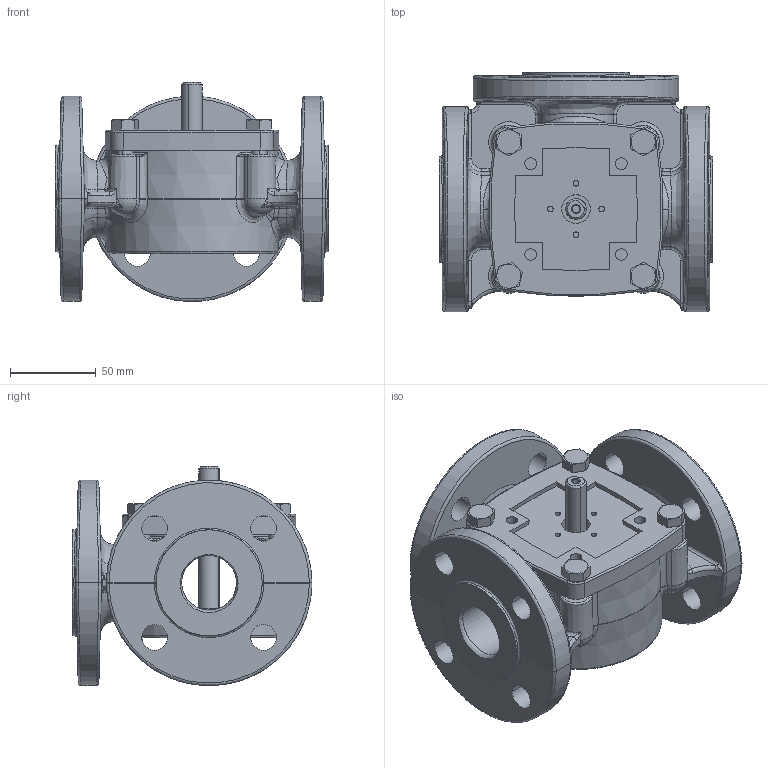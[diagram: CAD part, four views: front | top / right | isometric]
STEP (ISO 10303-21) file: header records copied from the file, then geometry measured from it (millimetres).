
FILE_DESCRIPTION(('CATIA V5 STEP'),'2;1');
FILE_NAME('3F32.stp','2013-02-14T12:24:01+00:00',('none'),('none'),'CATIA Version 5 Release 20 SP 6 (IN-10)','CATIA V5 STEP AP203','none');
FILE_SCHEMA(('CONFIG_CONTROL_DESIGN'));
Length unit declared in the file: millimetre
Products named in the file (1): 3F32
Assembly tree (7 placements, depth 2):
  3F32
    #58
    #30248
    #33906  x4
    #34515
Bounding box: 160 x 140 x 127.97 mm (x, y, z)
Volume: 751427.9 mm3; surface area: 187244.3 mm2
Topology: 7 solids, 7 shells, 729 faces, 1820 edges, 1072 vertices
Faces by surface type: cylinder 233, bspline 214, plane 146, torus 59, cone 48, sphere 29
Entity records: 34867 total; most frequent: CARTESIAN_POINT 21768, ORIENTED_EDGE 3278, EDGE_CURVE 1639, DIRECTION 1535, VERTEX_POINT 994, B_SPLINE_CURVE_WITH_KNOTS 854, AXIS2_PLACEMENT_3D 789, EDGE_LOOP 737
